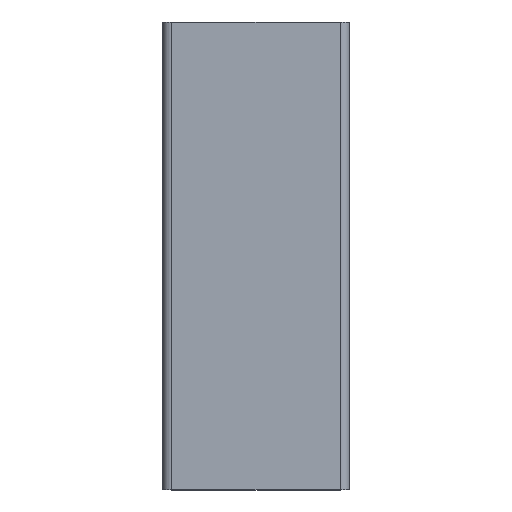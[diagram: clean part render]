
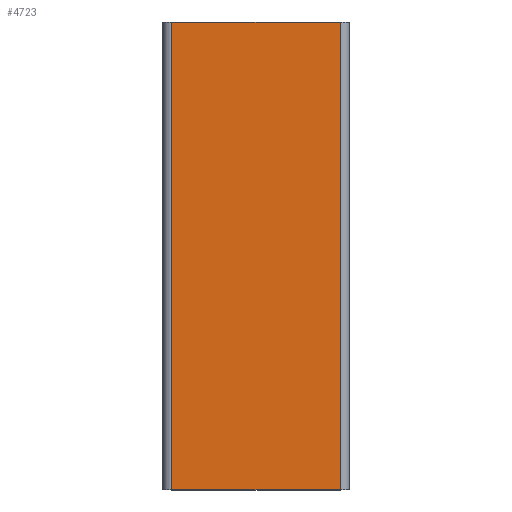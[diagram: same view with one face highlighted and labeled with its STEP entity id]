
A CAD part, top view. The second image highlights one B-rep face of the part: STEP entity #4723.
In plain terms, the highlighted planar face has unit normal (0, 0, 1).
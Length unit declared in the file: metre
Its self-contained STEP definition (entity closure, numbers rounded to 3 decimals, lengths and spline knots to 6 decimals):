
#363=FACE_OUTER_BOUND('',#593,.T.);
#593=EDGE_LOOP('',(#3775,#3776,#3777,#3778));
#1167=LINE('',#7541,#1763);
#1168=LINE('',#7544,#1764);
#1169=LINE('',#7546,#1765);
#1170=LINE('',#7547,#1766);
#1763=VECTOR('',#6178,0.1);
#1764=VECTOR('',#6181,0.036);
#1765=VECTOR('',#6182,0.036);
#1766=VECTOR('',#6183,0.1);
#2231=VERTEX_POINT('',#7537);
#2232=VERTEX_POINT('',#7539);
#2233=VERTEX_POINT('',#7543);
#2234=VERTEX_POINT('',#7545);
#2889=EDGE_CURVE('',#2232,#2231,#1167,.T.);
#2890=EDGE_CURVE('',#2233,#2231,#1168,.T.);
#2891=EDGE_CURVE('',#2234,#2232,#1169,.T.);
#2892=EDGE_CURVE('',#2234,#2233,#1170,.T.);
#3775=ORIENTED_EDGE('',*,*,#2890,.T.);
#3776=ORIENTED_EDGE('',*,*,#2889,.F.);
#3777=ORIENTED_EDGE('',*,*,#2891,.F.);
#3778=ORIENTED_EDGE('',*,*,#2892,.T.);
#4500=PLANE('',#5050);
#4723=ADVANCED_FACE('',(#363),#4500,.F.);
#5050=AXIS2_PLACEMENT_3D('',#7542,#6179,#6180);
#6178=DIRECTION('',(0.,1.,0.));
#6179=DIRECTION('center_axis',(0.,0.,
-1.));
#6180=DIRECTION('ref_axis',(-1.,0.,0.));
#6181=DIRECTION('',(-1.,0.,0.));
#6182=DIRECTION('',(-1.,0.,0.));
#6183=DIRECTION('',(0.,1.,0.));
#7537=CARTESIAN_POINT('',(0.004376,0.130335,0.14));
#7539=CARTESIAN_POINT('',(0.004376,0.030335,0.14));
#7541=CARTESIAN_POINT('',(0.004376,0.030335,0.14));
#7542=CARTESIAN_POINT('Origin',(0.004376,-0.869665,
0.14));
#7543=CARTESIAN_POINT('',(0.040376,0.130335,0.14));
#7544=CARTESIAN_POINT('',(0.040376,0.130335,0.14));
#7545=CARTESIAN_POINT('',(0.040376,0.030335,0.14));
#7546=CARTESIAN_POINT('',(0.040376,0.030335,0.14));
#7547=CARTESIAN_POINT('',(0.040376,0.030335,0.14));
